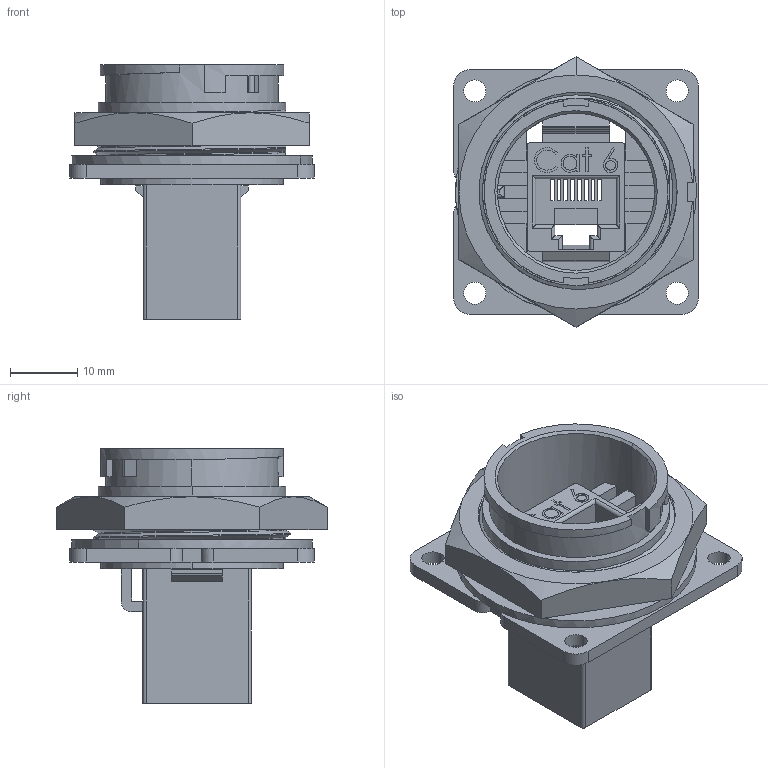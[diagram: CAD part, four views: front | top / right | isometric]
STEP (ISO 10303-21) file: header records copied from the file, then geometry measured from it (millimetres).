
FILE_DESCRIPTION (( 'STEP AP203' ), '1' );
FILE_NAME ('Part1^DCP-RJ SERIES.STEP', '2014-03-24T14:52:52', ( '' ), ( '' ), 'SwSTEP 2.0', 'SolidWorks 2014', '' );
FILE_SCHEMA (( 'CONFIG_CONTROL_DESIGN' ));
Length unit declared in the file: inch
Products named in the file (1): Part1^DCP-RJ SERIES
Bounding box: 36.53 x 40.33 x 37.95 mm (x, y, z)
Volume: 11723.7 mm3; surface area: 11835.7 mm2
Topology: 2 solids, 2 shells, 422 faces, 1152 edges, 744 vertices
Faces by surface type: plane 241, cylinder 95, bspline 77, cone 9
Entity records: 20814 total; most frequent: CARTESIAN_POINT 10812, ORIENTED_EDGE 2300, DIRECTION 1719, EDGE_CURVE 1150, LINE 745, VECTOR 745, VERTEX_POINT 744, AXIS2_PLACEMENT_3D 487
